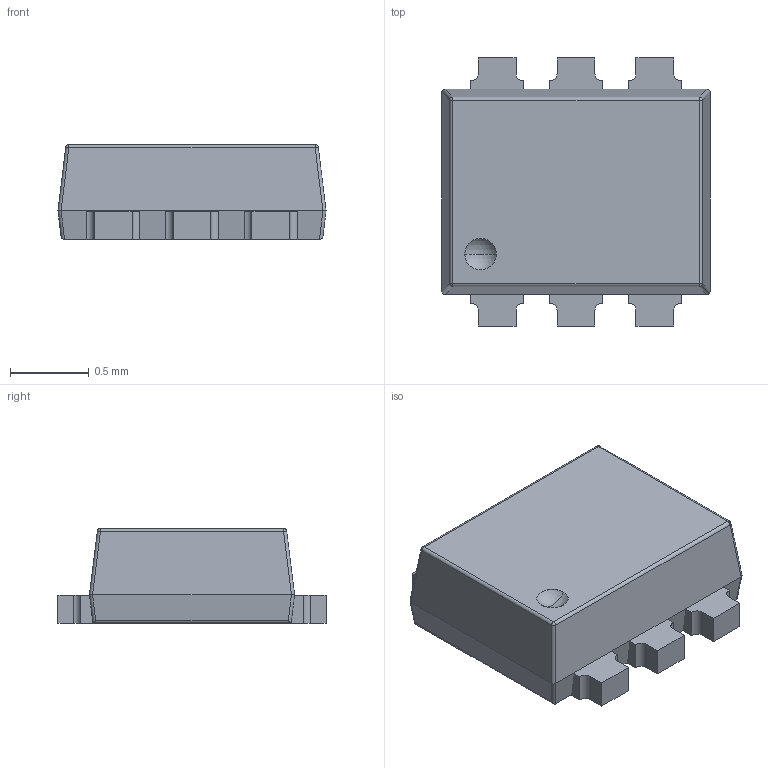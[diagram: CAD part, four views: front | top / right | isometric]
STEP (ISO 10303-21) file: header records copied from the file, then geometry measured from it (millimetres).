
FILE_DESCRIPTION (( 'STEP AP214' ), '1' );
FILE_NAME ('SW3dPS-SOT-666.STEP', '2009-07-10T06:25:42', ( 'SysAdmin' ), ( 'SolidWorks' ), 'SwSTEP 2.0', 'SolidWorks 2009', '' );
FILE_SCHEMA (( 'AUTOMOTIVE_DESIGN' ));
Length unit declared in the file: millimetre
Products named in the file (1): SW3dPS-SOT-666
Bounding box: 1.7 x 1.7 x 0.6 mm (x, y, z)
Volume: 1.4 mm3; surface area: 11 mm2
Topology: 7 solids, 7 shells, 92 faces, 210 edges, 133 vertices
Faces by surface type: plane 58, cylinder 28, sphere 6
Entity records: 2988 total; most frequent: CARTESIAN_POINT 472, DIRECTION 426, ORIENTED_EDGE 420, EDGE_CURVE 210, VECTOR 156, LINE 156, AXIS2_PLACEMENT_3D 135, VERTEX_POINT 133
